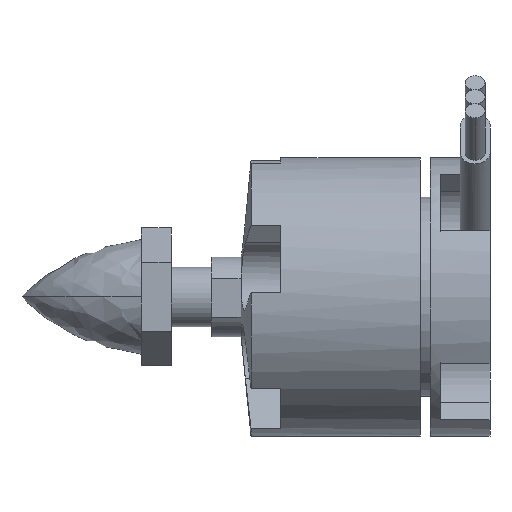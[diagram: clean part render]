
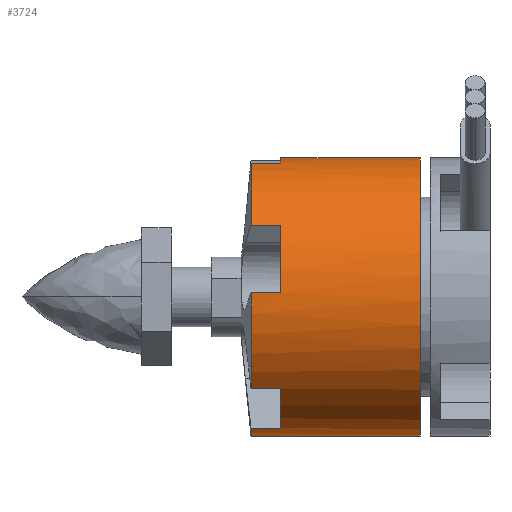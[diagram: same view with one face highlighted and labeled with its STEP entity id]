
A CAD part, left-side view. The second image highlights one B-rep face of the part: STEP entity #3724.
In plain terms, the highlighted cylindrical face has radius 14 mm (diameter 28 mm), a partial arc.
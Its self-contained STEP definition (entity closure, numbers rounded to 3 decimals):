
#9 = DIRECTION ( 'NONE',  ( 0., -1., 0. ) ) ;
#11 = DIRECTION ( 'NONE',  ( 0., 0., 1. ) ) ;
#13 = CARTESIAN_POINT ( 'NONE',  ( 0., 14., 14. ) ) ;
#15 = LINE ( 'NONE', #3333, #1703 ) ;
#41 = EDGE_CURVE ( 'NONE', #3044, #4260, #1313, .T. ) ;
#54 = EDGE_CURVE ( 'NONE', #1358, #358, #658, .T. ) ;
#62 = CARTESIAN_POINT ( 'NONE',  ( 0., 14., -14. ) ) ;
#111 = CIRCLE ( 'NONE', #1407, 14. ) ;
#135 = CARTESIAN_POINT ( 'NONE',  ( 0., 14., 0. ) ) ;
#156 = DIRECTION ( 'NONE',  ( 0., 1., 0. ) ) ;
#189 = DIRECTION ( 'NONE',  ( 0., 0., 1. ) ) ;
#271 = EDGE_CURVE ( 'NONE', #1827, #2611, #2897, .T. ) ;
#358 = VERTEX_POINT ( 'NONE', #1687 ) ;
#372 = ORIENTED_EDGE ( 'NONE', *, *, #4243, .T. ) ;
#399 = DIRECTION ( 'NONE',  ( 0., 1., 0. ) ) ;
#461 = CARTESIAN_POINT ( 'NONE',  ( -5.136, 14., -13.024 ) ) ;
#500 = DIRECTION ( 'NONE',  ( 0., 0., 1. ) ) ;
#623 = EDGE_CURVE ( 'NONE', #648, #2785, #2121, .T. ) ;
#648 = VERTEX_POINT ( 'NONE', #3267 ) ;
#658 = LINE ( 'NONE', #3776, #2169 ) ;
#692 = AXIS2_PLACEMENT_3D ( 'NONE', #972, #4065, #11 ) ;
#697 = CARTESIAN_POINT ( 'NONE',  ( -3.5, 14., 13.555 ) ) ;
#712 = LINE ( 'NONE', #2081, #2265 ) ;
#728 = ORIENTED_EDGE ( 'NONE', *, *, #765, .F. ) ;
#765 = EDGE_CURVE ( 'NONE', #2327, #2059, #3516, .T. ) ;
#773 = CARTESIAN_POINT ( 'NONE',  ( -13.974, 17., 0.86 ) ) ;
#811 = CIRCLE ( 'NONE', #3295, 14. ) ;
#912 = ORIENTED_EDGE ( 'NONE', *, *, #271, .T. ) ;
#922 = CIRCLE ( 'NONE', #2923, 14. ) ;
#972 = CARTESIAN_POINT ( 'NONE',  ( 0., 17., 0. ) ) ;
#1011 = EDGE_CURVE ( 'NONE', #648, #2315, #811, .T. ) ;
#1043 = DIRECTION ( 'NONE',  ( 0., -1., 0. ) ) ;
#1079 = CARTESIAN_POINT ( 'NONE',  ( -10.799, 17., -8.909 ) ) ;
#1115 = VERTEX_POINT ( 'NONE', #1835 ) ;
#1129 = AXIS2_PLACEMENT_3D ( 'NONE', #4050, #3649, #1991 ) ;
#1131 = DIRECTION ( 'NONE',  ( 0., 1., 0. ) ) ;
#1232 = CARTESIAN_POINT ( 'NONE',  ( -11.81, 17., 7.518 ) ) ;
#1313 = CIRCLE ( 'NONE', #4153, 14. ) ;
#1315 = CARTESIAN_POINT ( 'NONE',  ( -11.81, 14., 7.518 ) ) ;
#1319 = ORIENTED_EDGE ( 'NONE', *, *, #54, .F. ) ;
#1358 = VERTEX_POINT ( 'NONE', #13 ) ;
#1407 = AXIS2_PLACEMENT_3D ( 'NONE', #2203, #156, #500 ) ;
#1447 = CARTESIAN_POINT ( 'NONE',  ( -5.136, 14., -13.024 ) ) ;
#1469 = EDGE_LOOP ( 'NONE', ( #1319, #2317, #912, #372, #4281, #3346, #3205, #3933, #3735, #728, #3068, #2288, #1965, #3395 ) ) ;
#1497 = EDGE_CURVE ( 'NONE', #1115, #358, #111, .T. ) ;
#1525 = VECTOR ( 'NONE', #3143, 1000. ) ;
#1565 = FACE_OUTER_BOUND ( 'NONE', #1469, .T. ) ;
#1577 = CARTESIAN_POINT ( 'NONE',  ( -10.799, 14., -8.909 ) ) ;
#1687 = CARTESIAN_POINT ( 'NONE',  ( 0., 0., 14. ) ) ;
#1703 = VECTOR ( 'NONE', #3000, 1000. ) ;
#1758 = DIRECTION ( 'NONE',  ( 0., 0., 1. ) ) ;
#1827 = VERTEX_POINT ( 'NONE', #697 ) ;
#1835 = CARTESIAN_POINT ( 'NONE',  ( 0., 0., -14. ) ) ;
#1942 = CARTESIAN_POINT ( 'NONE',  ( -3.5, 14., 13.555 ) ) ;
#1965 = ORIENTED_EDGE ( 'NONE', *, *, #2399, .T. ) ;
#1978 = VERTEX_POINT ( 'NONE', #1079 ) ;
#1991 = DIRECTION ( 'NONE',  ( 0., 0., 1. ) ) ;
#2059 = VERTEX_POINT ( 'NONE', #1577 ) ;
#2073 = CARTESIAN_POINT ( 'NONE',  ( -5.136, 17., -13.024 ) ) ;
#2081 = CARTESIAN_POINT ( 'NONE',  ( -10.799, 14., -8.909 ) ) ;
#2121 = LINE ( 'NONE', #3468, #1525 ) ;
#2160 = DIRECTION ( 'NONE',  ( 0., -1., 0. ) ) ;
#2169 = VECTOR ( 'NONE', #1043, 1000. ) ;
#2192 = CIRCLE ( 'NONE', #692, 14. ) ;
#2203 = CARTESIAN_POINT ( 'NONE',  ( 0., 0., 0. ) ) ;
#2212 = EDGE_CURVE ( 'NONE', #1827, #1358, #2472, .T. ) ;
#2229 = CARTESIAN_POINT ( 'NONE',  ( 0., 17., -14. ) ) ;
#2243 = AXIS2_PLACEMENT_3D ( 'NONE', #3526, #3224, #2861 ) ;
#2265 = VECTOR ( 'NONE', #2160, 1000. ) ;
#2288 = ORIENTED_EDGE ( 'NONE', *, *, #41, .T. ) ;
#2308 = EDGE_CURVE ( 'NONE', #3728, #2315, #15, .T. ) ;
#2315 = VERTEX_POINT ( 'NONE', #1315 ) ;
#2317 = ORIENTED_EDGE ( 'NONE', *, *, #2212, .F. ) ;
#2327 = VERTEX_POINT ( 'NONE', #1447 ) ;
#2399 = EDGE_CURVE ( 'NONE', #4260, #1115, #3423, .T. ) ;
#2443 = EDGE_CURVE ( 'NONE', #1978, #2059, #712, .T. ) ;
#2472 = CIRCLE ( 'NONE', #1129, 14. ) ;
#2482 = DIRECTION ( 'NONE',  ( 0., 0., 1. ) ) ;
#2563 = CYLINDRICAL_SURFACE ( 'NONE', #2880, 14. ) ;
#2611 = VERTEX_POINT ( 'NONE', #4408 ) ;
#2739 = VECTOR ( 'NONE', #2939, 1000. ) ;
#2752 = CARTESIAN_POINT ( 'NONE',  ( 0., 14., 0. ) ) ;
#2785 = VERTEX_POINT ( 'NONE', #773 ) ;
#2838 = VECTOR ( 'NONE', #3084, 1000. ) ;
#2861 = DIRECTION ( 'NONE',  ( 0., 0., 1. ) ) ;
#2880 = AXIS2_PLACEMENT_3D ( 'NONE', #135, #3918, #4234 ) ;
#2888 = DIRECTION ( 'NONE',  ( 0., -1., 0. ) ) ;
#2897 = LINE ( 'NONE', #1942, #2739 ) ;
#2923 = AXIS2_PLACEMENT_3D ( 'NONE', #3188, #2888, #189 ) ;
#2939 = DIRECTION ( 'NONE',  ( 0., 1., 0. ) ) ;
#3000 = DIRECTION ( 'NONE',  ( 0., -1., 0. ) ) ;
#3044 = VERTEX_POINT ( 'NONE', #2073 ) ;
#3056 = CARTESIAN_POINT ( 'NONE',  ( 0., 17., 0. ) ) ;
#3068 = ORIENTED_EDGE ( 'NONE', *, *, #3342, .T. ) ;
#3084 = DIRECTION ( 'NONE',  ( 0., -1., 0. ) ) ;
#3143 = DIRECTION ( 'NONE',  ( 0., 1., 0. ) ) ;
#3188 = CARTESIAN_POINT ( 'NONE',  ( 0., 17., 0. ) ) ;
#3205 = ORIENTED_EDGE ( 'NONE', *, *, #623, .T. ) ;
#3224 = DIRECTION ( 'NONE',  ( 0., 1., 0. ) ) ;
#3267 = CARTESIAN_POINT ( 'NONE',  ( -13.974, 14., 0.86 ) ) ;
#3295 = AXIS2_PLACEMENT_3D ( 'NONE', #2752, #1131, #2482 ) ;
#3333 = CARTESIAN_POINT ( 'NONE',  ( -11.81, 14., 7.518 ) ) ;
#3342 = EDGE_CURVE ( 'NONE', #2327, #3044, #3424, .T. ) ;
#3346 = ORIENTED_EDGE ( 'NONE', *, *, #1011, .F. ) ;
#3395 = ORIENTED_EDGE ( 'NONE', *, *, #1497, .T. ) ;
#3423 = LINE ( 'NONE', #62, #2838 ) ;
#3424 = LINE ( 'NONE', #461, #4231 ) ;
#3468 = CARTESIAN_POINT ( 'NONE',  ( -13.974, 14., 0.86 ) ) ;
#3516 = CIRCLE ( 'NONE', #2243, 14. ) ;
#3526 = CARTESIAN_POINT ( 'NONE',  ( 0., 14., 0. ) ) ;
#3621 = EDGE_CURVE ( 'NONE', #2785, #1978, #2192, .T. ) ;
#3649 = DIRECTION ( 'NONE',  ( 0., 1., 0. ) ) ;
#3724 = ADVANCED_FACE ( 'NONE', ( #1565 ), #2563, .T. ) ;
#3728 = VERTEX_POINT ( 'NONE', #1232 ) ;
#3735 = ORIENTED_EDGE ( 'NONE', *, *, #2443, .T. ) ;
#3776 = CARTESIAN_POINT ( 'NONE',  ( 0., 14., 14. ) ) ;
#3918 = DIRECTION ( 'NONE',  ( 0., -1., 0. ) ) ;
#3933 = ORIENTED_EDGE ( 'NONE', *, *, #3621, .T. ) ;
#4050 = CARTESIAN_POINT ( 'NONE',  ( 0., 14., 0. ) ) ;
#4065 = DIRECTION ( 'NONE',  ( 0., -1., 0. ) ) ;
#4153 = AXIS2_PLACEMENT_3D ( 'NONE', #3056, #9, #1758 ) ;
#4231 = VECTOR ( 'NONE', #399, 1000. ) ;
#4234 = DIRECTION ( 'NONE',  ( 0., 0., -1. ) ) ;
#4243 = EDGE_CURVE ( 'NONE', #2611, #3728, #922, .T. ) ;
#4260 = VERTEX_POINT ( 'NONE', #2229 ) ;
#4281 = ORIENTED_EDGE ( 'NONE', *, *, #2308, .T. ) ;
#4408 = CARTESIAN_POINT ( 'NONE',  ( -3.5, 17., 13.555 ) ) ;
